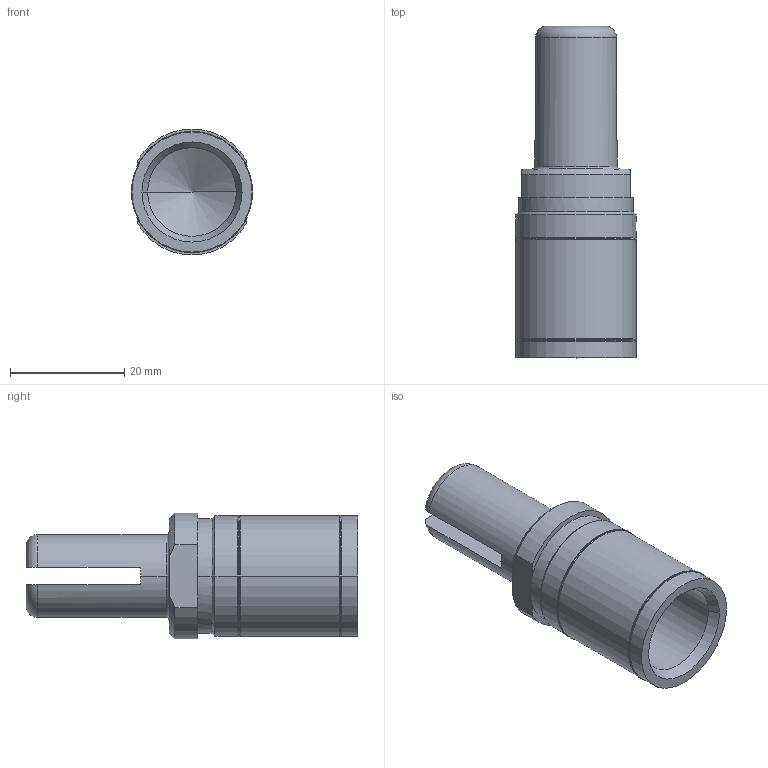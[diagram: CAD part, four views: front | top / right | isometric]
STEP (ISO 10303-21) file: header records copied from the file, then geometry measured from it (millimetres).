
FILE_DESCRIPTION((''),'2;1');
FILE_NAME('CHSM350-120','2017-05-26T',('tl.yang'),(''),'PRO/ENGINEER BY PARAMETRIC TECHNOLOGY CORPORATION, 2011500','PRO/ENGINEER BY PARAMETRIC TECHNOLOGY CORPORATION, 2011500','');
FILE_SCHEMA(('CONFIG_CONTROL_DESIGN'));
Length unit declared in the file: millimetre
Products named in the file (1): CHSM350-120
Bounding box: 21.2 x 58 x 22 mm (x, y, z)
Volume: 9749.9 mm3; surface area: 5640.2 mm2
Topology: 1 solids, 1 shells, 61 faces, 141 edges, 80 vertices
Faces by surface type: cylinder 20, torus 20, plane 13, cone 8
Entity records: 1826 total; most frequent: CARTESIAN_POINT 389, DIRECTION 323, ORIENTED_EDGE 278, AXIS2_PLACEMENT_3D 139, EDGE_CURVE 139, VERTEX_POINT 80, CIRCLE 78, EDGE_LOOP 63
